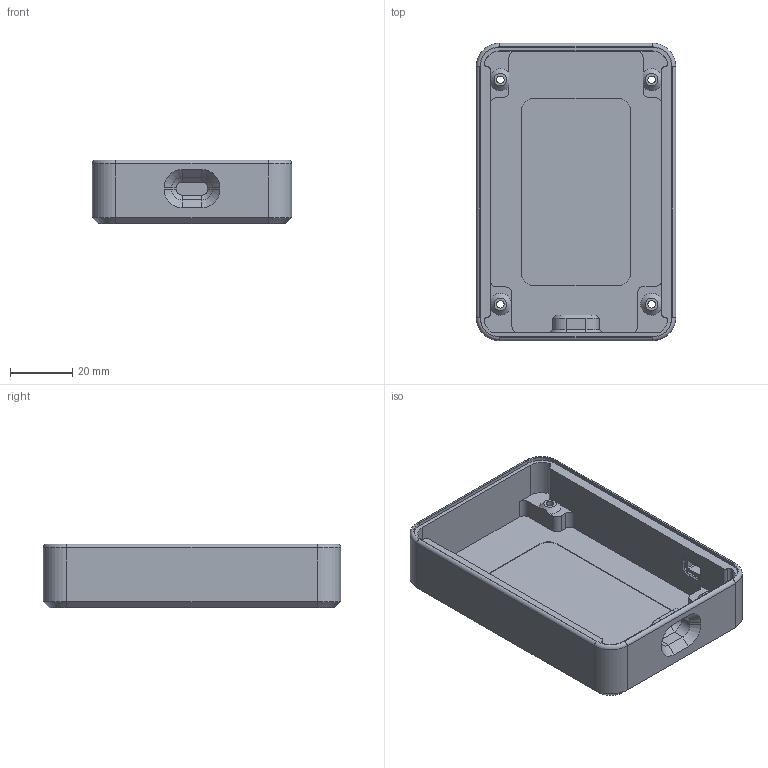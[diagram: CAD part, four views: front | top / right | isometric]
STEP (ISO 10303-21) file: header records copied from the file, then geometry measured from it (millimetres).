
FILE_DESCRIPTION(/* description */ (''),/* implementation_level */ '2;1');
FILE_NAME(/* name */ 'Waveshare_3p5_Case.step',/* time_stamp */ '2025-12-24T09:19:07-08:00',/* author */ (''),/* organization */ (''),/* preprocessor_version */ 'ST-DEVELOPER v20.1',/* originating_system */ 'Autodesk Translation Framework v14.21.0.0',/* authorisation */ '');
FILE_SCHEMA (('AUTOMOTIVE_DESIGN { 1 0 10303 214 3 1 1 }'));
Length unit declared in the file: millimetre
Products named in the file (1): Waveshare_3p5
Bounding box: 64 x 95.44 x 20.5 mm (x, y, z)
Volume: 30291.3 mm3; surface area: 23958.5 mm2
Topology: 1 solids, 1 shells, 184 faces, 466 edges, 288 vertices
Faces by surface type: plane 86, cylinder 62, cone 32, torus 4
Full cylindrical faces by diameter (mm): 2.4 x4
Entity records: 5537 total; most frequent: DIRECTION 990, CARTESIAN_POINT 957, ORIENTED_EDGE 932, EDGE_CURVE 466, AXIS2_PLACEMENT_3D 348, LINE 294, VECTOR 294, VERTEX_POINT 288
